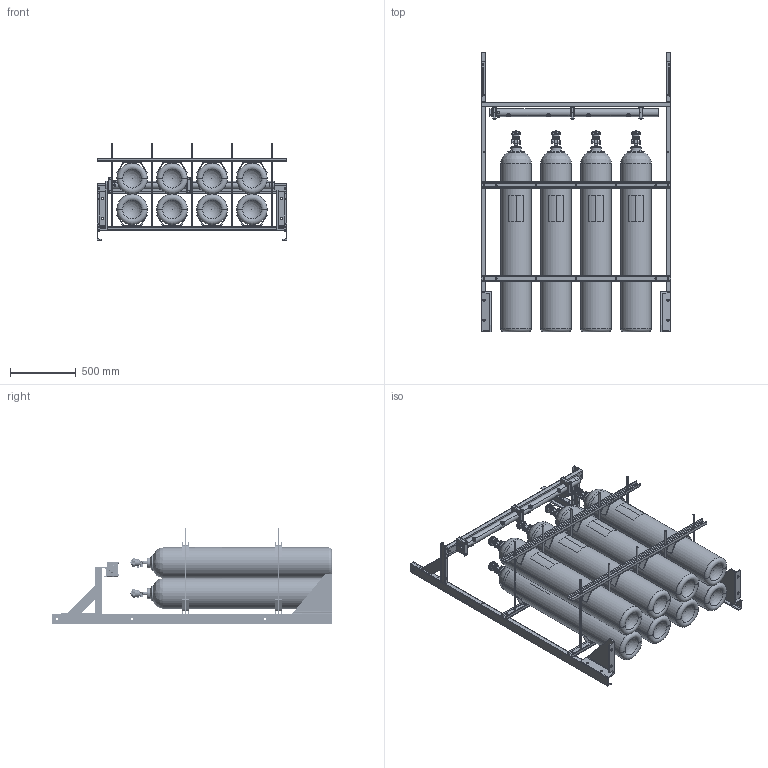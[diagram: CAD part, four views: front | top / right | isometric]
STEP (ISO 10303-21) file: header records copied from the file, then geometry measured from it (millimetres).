
FILE_DESCRIPTION (( 'STEP AP214' ), '1' );
FILE_NAME ('Cylinder Storage Rack, 49L, Structural, Red Painted (8 cylinder 4x2) Eight Cylinders.STEP', '2020-04-30T15:54:58', ( '' ), ( '' ), 'SwSTEP 2.0', 'SolidWorks 2019', '' );
FILE_SCHEMA (( 'AUTOMOTIVE_DESIGN' ));
Length unit declared in the file: inch
Products named in the file (38): P-000-950-088.stp; Tank_49L.stp; V_MULLER_470B0020.stp; P-000-950-083.stp; P-000-950-102.stp; P-000-950-081.stp; P-000-950-104.stp; PLUG_HEX HD_0.250 NPT M_CL 3000_ALY STL_GALV.stp; 470B0020_HOUSING.stp; P-000-950-111 (-03).stp; Z-000-950-115_AS-01.stp; P-000-950-085.stp; 470B0020_HANDLE.stp; CLAMP_MCMASTER-CARR_3015T315.stp; 470B0020_PLATE.stp; P-000-950-058.stp; P-000-950-057.stp; Cylinder Storage Rack, 49L, Structural, Red Painted (8 cylinder 4x2) Eight Cylinders.stp; PLUG_HEX HD_1.500 NPT M_CL 3000_ALY STL_GALV.stp; 8BC300-25E_CYLINDER.stp; 470B0020_HEX NUT.stp; P-000-950-110(-03).stp; Cylinder Storage Rack, 49L, Structural, Red Painted (8 cylinder 4x2) Eight Cylinders; P-000-950-101.stp
Assembly tree (97 placements, depth 5):
  Cylinder Storage Rack, 49L, Structural, Red Painted (8 cylinder 4x2) Eight Cylinders
    Cylinder Storage Rack, 49L, Structural, Red Painted (8 cylinder 4x2) Eight Cylinders.stp
      P-000-950-102.stp
        CLAMP_MCMASTER-CARR_3015T315.stp  x3
        P-000-950-101.stp
      Tank_49L.stp
        V_MULLER_470B0020.stp
          470B0020_HOUSING.stp
          470B0020_PLATE.stp
          470B0020_HANDLE.stp
          470B0020_HEX NUT.stp
        8BC300-25E_CYLINDER.stp
        Z-000-950-115_AS-01.stp
      Tank_49L.stp
        V_MULLER_470B0020.stp
          470B0020_HOUSING.stp
          470B0020_PLATE.stp
          470B0020_HANDLE.stp
          470B0020_HEX NUT.stp
        8BC300-25E_CYLINDER.stp
        Z-000-950-115_AS-01.stp
      Tank_49L.stp
        V_MULLER_470B0020.stp
          470B0020_HOUSING.stp
          470B0020_PLATE.stp
          470B0020_HANDLE.stp
          470B0020_HEX NUT.stp
        8BC300-25E_CYLINDER.stp
        Z-000-950-115_AS-01.stp
      Tank_49L.stp
        V_MULLER_470B0020.stp
          470B0020_HOUSING.stp
          470B0020_PLATE.stp
          470B0020_HANDLE.stp
          470B0020_HEX NUT.stp
        8BC300-25E_CYLINDER.stp
        Z-000-950-115_AS-01.stp
      Tank_49L.stp
        V_MULLER_470B0020.stp
          470B0020_HOUSING.stp
          470B0020_PLATE.stp
          470B0020_HANDLE.stp
          470B0020_HEX NUT.stp
        8BC300-25E_CYLINDER.stp
        Z-000-950-115_AS-01.stp
      Tank_49L.stp
        V_MULLER_470B0020.stp
          470B0020_HOUSING.stp
          470B0020_PLATE.stp
          470B0020_HANDLE.stp
          470B0020_HEX NUT.stp
        8BC300-25E_CYLINDER.stp
        Z-000-950-115_AS-01.stp
      Tank_49L.stp
        V_MULLER_470B0020.stp
          470B0020_HOUSING.stp
          470B0020_PLATE.stp
          470B0020_HANDLE.stp
          470B0020_HEX NUT.stp
        8BC300-25E_CYLINDER.stp
Bounding box: 1448.05 x 2133.6 x 733.42 mm (x, y, z)
Volume: 72888577.8 mm3; surface area: 22442308.5 mm2
Topology: 131 solids, 131 shells, 4741 faces, 11652 edges, 7314 vertices
Faces by surface type: plane 1687, cylinder 1218, cone 804, bspline 688, torus 296, sphere 48
Entity records: 49651 total; most frequent: CARTESIAN_POINT 24764, ORIENTED_EDGE 4858, DIRECTION 4804, EDGE_CURVE 2429, AXIS2_PLACEMENT_3D 1880, VERTEX_POINT 1549, EDGE_LOOP 1154, VECTOR 1044
